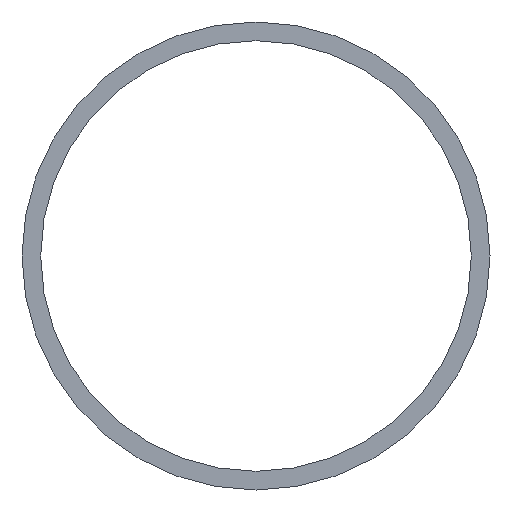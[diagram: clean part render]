
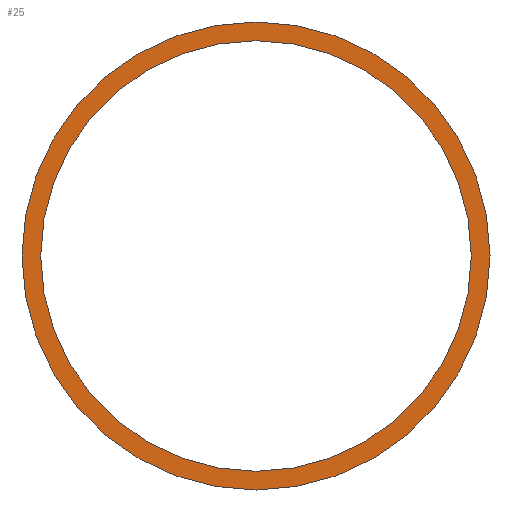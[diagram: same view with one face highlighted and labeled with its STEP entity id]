
A CAD part, front view. The second image highlights one B-rep face of the part: STEP entity #25.
In plain terms, the highlighted planar face has unit normal (0, -1, 0).
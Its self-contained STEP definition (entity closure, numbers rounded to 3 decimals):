
#1 = DIRECTION ( 'NONE',  ( 0., 1., 0. ) ) ;
#3 = EDGE_CURVE ( 'NONE', #212, #161, #244, .T. ) ;
#5 = EDGE_LOOP ( 'NONE', ( #51, #203 ) ) ;
#8 = VERTEX_POINT ( 'NONE', #69 ) ;
#12 = VERTEX_POINT ( 'NONE', #88 ) ;
#23 = ORIENTED_EDGE ( 'NONE', *, *, #82, .F. ) ;
#25 = ADVANCED_FACE ( 'NONE', ( #201, #50 ), #113, .F. ) ;
#26 = CIRCLE ( 'NONE', #209, 23. ) ;
#27 = CARTESIAN_POINT ( 'NONE',  ( 0., 0., 23. ) ) ;
#35 = AXIS2_PLACEMENT_3D ( 'NONE', #183, #243, #171 ) ;
#50 = FACE_BOUND ( 'NONE', #5, .T. ) ;
#51 = ORIENTED_EDGE ( 'NONE', *, *, #3, .T. ) ;
#59 = DIRECTION ( 'NONE',  ( 0., 0., 1. ) ) ;
#62 = CIRCLE ( 'NONE', #115, 25. ) ;
#63 = EDGE_LOOP ( 'NONE', ( #23, #83 ) ) ;
#69 = CARTESIAN_POINT ( 'NONE',  ( 0., 0., 25. ) ) ;
#73 = CARTESIAN_POINT ( 'NONE',  ( 0., 0., 0. ) ) ;
#74 = DIRECTION ( 'NONE',  ( 0., 1., 0. ) ) ;
#82 = EDGE_CURVE ( 'NONE', #12, #8, #166, .T. ) ;
#83 = ORIENTED_EDGE ( 'NONE', *, *, #185, .F. ) ;
#84 = AXIS2_PLACEMENT_3D ( 'NONE', #73, #74, #152 ) ;
#88 = CARTESIAN_POINT ( 'NONE',  ( 0., 0., -25. ) ) ;
#113 = PLANE ( 'NONE',  #35 ) ;
#114 = DIRECTION ( 'NONE',  ( 0., 0., 1. ) ) ;
#115 = AXIS2_PLACEMENT_3D ( 'NONE', #172, #1, #249 ) ;
#116 = CARTESIAN_POINT ( 'NONE',  ( 0., 0., 0. ) ) ;
#120 = CARTESIAN_POINT ( 'NONE',  ( 0., 0., 0. ) ) ;
#152 = DIRECTION ( 'NONE',  ( 0., 0., 1. ) ) ;
#157 = CARTESIAN_POINT ( 'NONE',  ( 0., 0., -23. ) ) ;
#161 = VERTEX_POINT ( 'NONE', #27 ) ;
#166 = CIRCLE ( 'NONE', #84, 25. ) ;
#171 = DIRECTION ( 'NONE',  ( 0., 0., 1. ) ) ;
#172 = CARTESIAN_POINT ( 'NONE',  ( 0., 0., 0. ) ) ;
#176 = DIRECTION ( 'NONE',  ( 0., 1., 0. ) ) ;
#183 = CARTESIAN_POINT ( 'NONE',  ( 0., 0., 0. ) ) ;
#185 = EDGE_CURVE ( 'NONE', #8, #12, #62, .T. ) ;
#200 = EDGE_CURVE ( 'NONE', #161, #212, #26, .T. ) ;
#201 = FACE_OUTER_BOUND ( 'NONE', #63, .T. ) ;
#203 = ORIENTED_EDGE ( 'NONE', *, *, #200, .T. ) ;
#209 = AXIS2_PLACEMENT_3D ( 'NONE', #120, #176, #59 ) ;
#212 = VERTEX_POINT ( 'NONE', #157 ) ;
#232 = AXIS2_PLACEMENT_3D ( 'NONE', #116, #238, #114 ) ;
#238 = DIRECTION ( 'NONE',  ( 0., 1., 0. ) ) ;
#243 = DIRECTION ( 'NONE',  ( 0., 1., 0. ) ) ;
#244 = CIRCLE ( 'NONE', #232, 23. ) ;
#249 = DIRECTION ( 'NONE',  ( 0., 0., 1. ) ) ;
